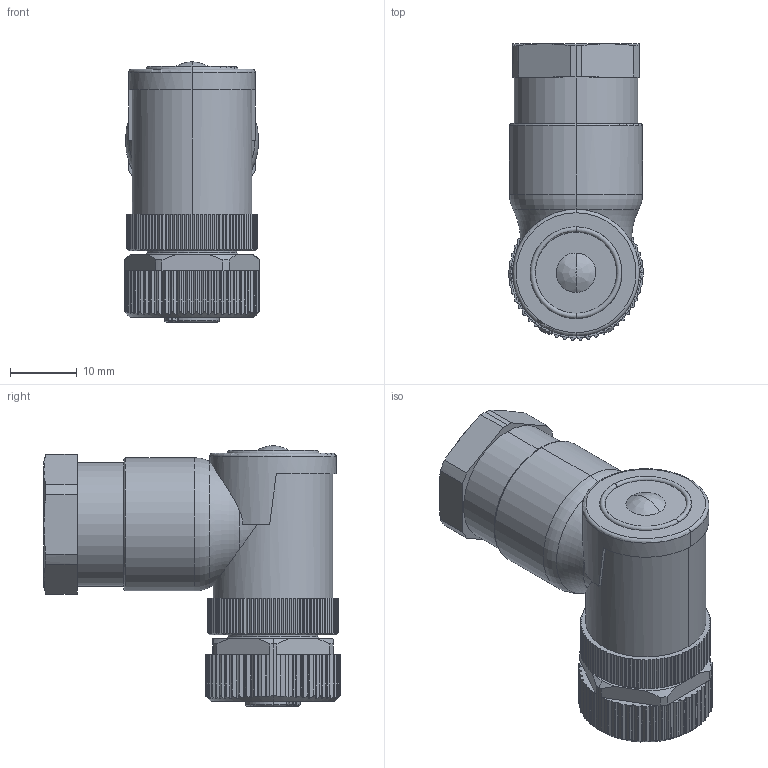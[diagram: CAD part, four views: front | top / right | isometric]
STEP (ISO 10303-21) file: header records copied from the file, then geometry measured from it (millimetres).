
FILE_DESCRIPTION(('CATIA V5 STEP Exchange','CAx-IF Rec.Pracs.--- Model Styling and Organization---1.4--- 2014-01-23'),'2;1');
FILE_NAME ('013889-2_0', '2022-04-12T05:56:45+00:00', ('none'), ('Weidmueller'), 'CATIA Version 5-6 Release 2016 SP3 HF44', 'CATIA V5 STEP AP214', 'none');
FILE_SCHEMA(('AUTOMOTIVE_DESIGN { 1 0 10303 214 1 1 1 1 }'));
Length unit declared in the file: millimetre
Products named in the file (1): 1467690000
Bounding box: 20.2 x 44.49 x 39.1 mm (x, y, z)
Volume: 17738.6 mm3; surface area: 6325.5 mm2
Topology: 2 solids, 2 shells, 830 faces, 2329 edges, 1515 vertices
Faces by surface type: plane 409, cylinder 298, cone 96, torus 22, sphere 3, bspline 2
Entity records: 27890 total; most frequent: CARTESIAN_POINT 7886, ORIENTED_EDGE 4634, DIRECTION 3323, EDGE_CURVE 2317, VERTEX_POINT 1515, AXIS2_PLACEMENT_3D 1403, VECTOR 1097, LINE 1097
